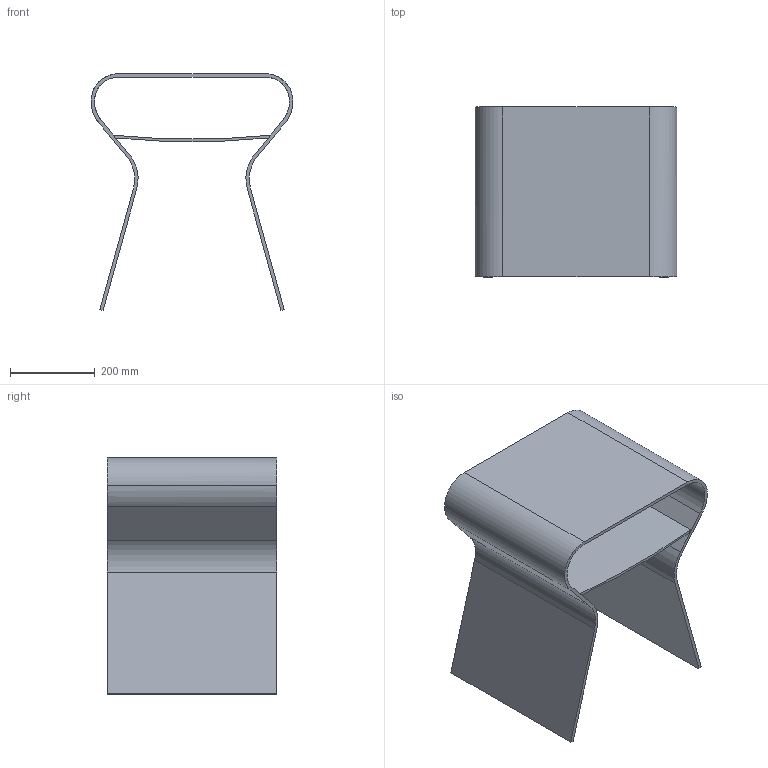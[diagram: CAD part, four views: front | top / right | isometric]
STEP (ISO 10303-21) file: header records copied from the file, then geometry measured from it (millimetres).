
FILE_DESCRIPTION(/* description */ (''),/* implementation_level */ '2;1');
FILE_NAME(/* name */ '1510 - 1511 - Charlotte de nuit con ripiano',/* time_stamp */ '2010-11-04T14:53:34+01:00',/* author */ (''),/* organization */ (''),/* preprocessor_version */ 'ST-DEVELOPER v10',/* originating_system */ '',/* authorisation */ '');
FILE_SCHEMA (('CONFIG_CONTROL_DESIGN'));
Length unit declared in the file: centimetre
Products named in the file (1): 1
Bounding box: 476 x 400 x 558 mm (x, y, z)
Volume: 6013062.6 mm3; surface area: 1618638 mm2
Topology: 2 solids, 2 shells, 32 faces, 84 edges, 56 vertices
Faces by surface type: plane 18, bspline 14
Entity records: 965 total; most frequent: CARTESIAN_POINT 369, ORIENTED_EDGE 168, EDGE_CURVE 84, VERTEX_POINT 56, B_SPLINE_CURVE_WITH_KNOTS 44, ADVANCED_FACE 32, FACE_OUTER_BOUND 32, EDGE_LOOP 32
